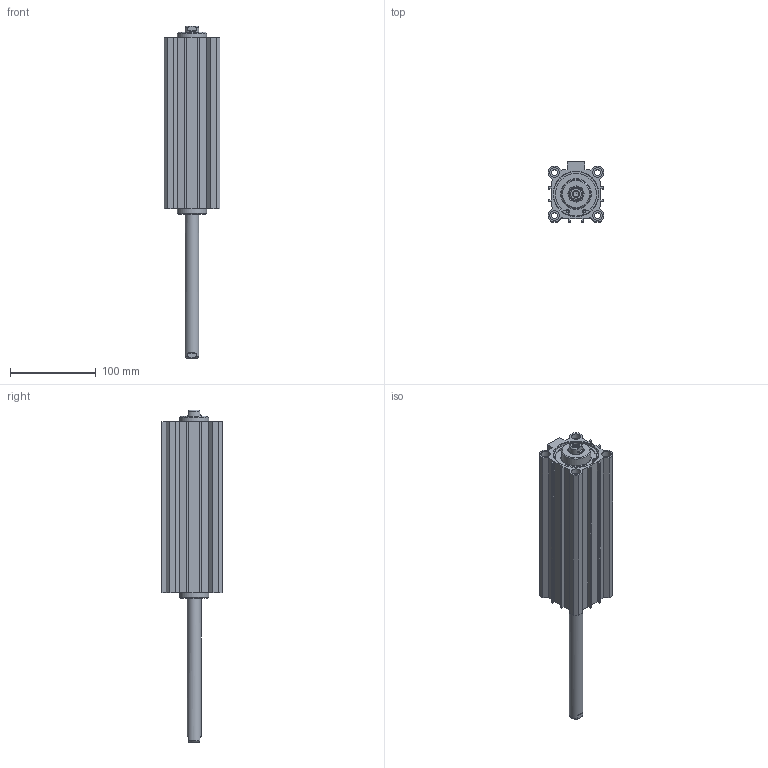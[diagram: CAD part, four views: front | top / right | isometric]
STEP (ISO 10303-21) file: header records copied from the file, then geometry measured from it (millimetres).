
FILE_DESCRIPTION((''),'2;1');
FILE_NAME('FDMP050.160.GS.F.stp','2014-06-10T10:35:04',('carlo.corazza'),(''),'Autodesk Inventor 2012','Autodesk Inventor 2012','');
FILE_SCHEMA(('AUTOMOTIVE_DESIGN { 1 0 10303 214 1 1 1 1 }'));
Length unit declared in the file: millimetre
Products named in the file (4): FDMP050..GS.F; CORPO-160; TA; STELO-160
Assembly tree (5 placements, depth 2):
  FDMP050..GS.F
    CORPO-160
    TA  x2
    STELO-160  x2
Bounding box: 65 x 70 x 386.5 mm (x, y, z)
Volume: 419431.7 mm3; surface area: 157571.9 mm2
Topology: 5 solids, 7 shells, 249 faces, 577 edges, 362 vertices
Faces by surface type: plane 114, cylinder 65, cone 54, torus 16
Full cylindrical faces by diameter (mm): 2.5 x4, 2.75 x2, 6.647 x4, 6.8 x4, 8.25 x2, 8.566 x2, 11 x8, 16 x2, 16.54 x2, 17.7 x2, 18 x2, 20.32 x2, 20.5 x2, 34 x2, 50 x1, 51.8 x4, 52.2 x2, 55.2 x2
Entity records: 5273 total; most frequent: CARTESIAN_POINT 941, DIRECTION 856, ORIENTED_EDGE 698, EDGE_CURVE 349, AXIS2_PLACEMENT_3D 324, EDGE_LOOP 292, VERTEX_POINT 265, VECTOR 208
